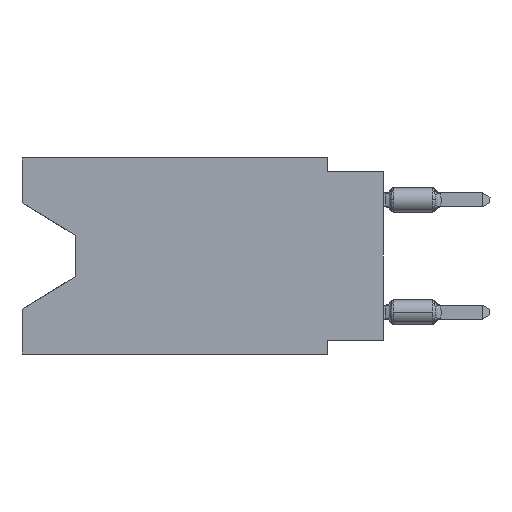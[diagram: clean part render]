
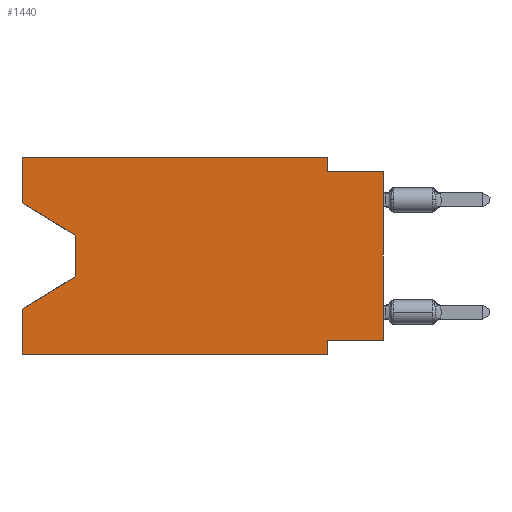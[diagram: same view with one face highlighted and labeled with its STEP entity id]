
A CAD part, left-side view. The second image highlights one B-rep face of the part: STEP entity #1440.
In plain terms, the highlighted planar face has unit normal (-1, 0, 0).
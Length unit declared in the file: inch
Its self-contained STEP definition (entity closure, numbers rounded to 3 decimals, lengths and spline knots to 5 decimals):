
#421 = EDGE_CURVE ( 'NONE', #32537, #27944, #23518, .T. ) ;
#635 = ORIENTED_EDGE ( 'NONE', *, *, #25190, .T. ) ;
#812 = EDGE_CURVE ( 'NONE', #19162, #16251, #5141, .T. ) ;
#1440 = ADVANCED_FACE ( 'NONE', ( #35206 ), #8663, .F. ) ;
#2354 = CARTESIAN_POINT ( 'NONE',  ( 0., 0.1, -0.025 ) ) ;
#3165 = VECTOR ( 'NONE', #35730, 39.37008 ) ;
#4168 = CARTESIAN_POINT ( 'NONE',  ( 0., 0.645, 0. ) ) ;
#4294 = EDGE_CURVE ( 'NONE', #16251, #13088, #17268, .T. ) ;
#4417 = ORIENTED_EDGE ( 'NONE', *, *, #6183, .F. ) ;
#5141 = LINE ( 'NONE', #14605, #36387 ) ;
#5762 = DIRECTION ( 'NONE',  ( 1., 0., 0. ) ) ;
#6183 = EDGE_CURVE ( 'NONE', #11224, #34872, #36502, .T. ) ;
#6361 = CARTESIAN_POINT ( 'NONE',  ( 0., 0., -0.025 ) ) ;
#8022 = ORIENTED_EDGE ( 'NONE', *, *, #20986, .F. ) ;
#8160 = CARTESIAN_POINT ( 'NONE',  ( 0., 0.645, -0.08025 ) ) ;
#8663 = PLANE ( 'NONE',  #17041 ) ;
#9206 = VERTEX_POINT ( 'NONE', #28133 ) ;
#9567 = VECTOR ( 'NONE', #11235, 39.37008 ) ;
#9588 = DIRECTION ( 'NONE',  ( 0., 0., -1. ) ) ;
#9791 = CARTESIAN_POINT ( 'NONE',  ( 0., 0.645, -0.08025 ) ) ;
#10367 = CARTESIAN_POINT ( 'NONE',  ( 0., 0.645, 0. ) ) ;
#10906 = CARTESIAN_POINT ( 'NONE',  ( 0., 0.55, -0.138 ) ) ;
#11224 = VERTEX_POINT ( 'NONE', #8160 ) ;
#11235 = DIRECTION ( 'NONE',  ( 0., -1., 0. ) ) ;
#11890 = DIRECTION ( 'NONE',  ( 0., -1., 0. ) ) ;
#11948 = CARTESIAN_POINT ( 'NONE',  ( 0., 0., -0.325 ) ) ;
#12067 = LINE ( 'NONE', #23879, #3165 ) ;
#12425 = DIRECTION ( 'NONE',  ( 0., 0., 1. ) ) ;
#12495 = LINE ( 'NONE', #21616, #12809 ) ;
#12602 = ORIENTED_EDGE ( 'NONE', *, *, #4294, .F. ) ;
#12809 = VECTOR ( 'NONE', #9588, 39.37008 ) ;
#13088 = VERTEX_POINT ( 'NONE', #6361 ) ;
#13505 = VERTEX_POINT ( 'NONE', #31029 ) ;
#14022 = CARTESIAN_POINT ( 'NONE',  ( 0., 0.1, -0.35 ) ) ;
#14605 = CARTESIAN_POINT ( 'NONE',  ( 0., 0.1, 0. ) ) ;
#15331 = CARTESIAN_POINT ( 'NONE',  ( 0., 0.645, -0.26975 ) ) ;
#16251 = VERTEX_POINT ( 'NONE', #2354 ) ;
#16429 = VECTOR ( 'NONE', #29776, 39.37008 ) ;
#17041 = AXIS2_PLACEMENT_3D ( 'NONE', #10367, #5762, #17548 ) ;
#17268 = LINE ( 'NONE', #19609, #9567 ) ;
#17318 = DIRECTION ( 'NONE',  ( 0., 0., -1. ) ) ;
#17548 = DIRECTION ( 'NONE',  ( 0., 0., -1. ) ) ;
#17742 = EDGE_CURVE ( 'NONE', #24396, #34473, #24346, .T. ) ;
#18702 = DIRECTION ( 'NONE',  ( 0., -0.855, -0.519 ) ) ;
#19162 = VERTEX_POINT ( 'NONE', #37757 ) ;
#19609 = CARTESIAN_POINT ( 'NONE',  ( 0., 0., -0.025 ) ) ;
#20098 = VECTOR ( 'NONE', #12425, 39.37008 ) ;
#20902 = VECTOR ( 'NONE', #33572, 39.37008 ) ;
#20986 = EDGE_CURVE ( 'NONE', #27944, #23680, #12495, .T. ) ;
#21042 = EDGE_CURVE ( 'NONE', #11224, #13505, #24499, .T. ) ;
#21616 = CARTESIAN_POINT ( 'NONE',  ( 0., 0.1, -0.35 ) ) ;
#22655 = EDGE_LOOP ( 'NONE', ( #28786, #33760, #29229, #36967, #635, #8022, #24818, #23456, #12602, #27661, #29639, #4417 ) ) ;
#23456 = ORIENTED_EDGE ( 'NONE', *, *, #33936, .T. ) ;
#23518 = LINE ( 'NONE', #26603, #34532 ) ;
#23680 = VERTEX_POINT ( 'NONE', #14022 ) ;
#23879 = CARTESIAN_POINT ( 'NONE',  ( 0., 0.645, -0.35 ) ) ;
#24346 = LINE ( 'NONE', #26868, #16429 ) ;
#24396 = VERTEX_POINT ( 'NONE', #33490 ) ;
#24499 = LINE ( 'NONE', #9791, #28860 ) ;
#24750 = LINE ( 'NONE', #31319, #35540 ) ;
#24818 = ORIENTED_EDGE ( 'NONE', *, *, #421, .F. ) ;
#25190 = EDGE_CURVE ( 'NONE', #9206, #23680, #12067, .T. ) ;
#26603 = CARTESIAN_POINT ( 'NONE',  ( 0., 0., -0.325 ) ) ;
#26868 = CARTESIAN_POINT ( 'NONE',  ( 0., 0.55, -0.212 ) ) ;
#26984 = DIRECTION ( 'NONE',  ( 0., 1., 0. ) ) ;
#27661 = ORIENTED_EDGE ( 'NONE', *, *, #812, .F. ) ;
#27944 = VERTEX_POINT ( 'NONE', #37038 ) ;
#28133 = CARTESIAN_POINT ( 'NONE',  ( 0., 0.645, -0.35 ) ) ;
#28362 = LINE ( 'NONE', #10906, #35691 ) ;
#28786 = ORIENTED_EDGE ( 'NONE', *, *, #21042, .T. ) ;
#28860 = VECTOR ( 'NONE', #18702, 39.37008 ) ;
#28871 = VECTOR ( 'NONE', #11890, 39.37008 ) ;
#29131 = DIRECTION ( 'NONE',  ( 0., 0., -1. ) ) ;
#29227 = EDGE_CURVE ( 'NONE', #13505, #24396, #28362, .T. ) ;
#29229 = ORIENTED_EDGE ( 'NONE', *, *, #17742, .T. ) ;
#29531 = CARTESIAN_POINT ( 'NONE',  ( 0., 0.645, 0. ) ) ;
#29639 = ORIENTED_EDGE ( 'NONE', *, *, #29925, .F. ) ;
#29776 = DIRECTION ( 'NONE',  ( 0., 0.855, -0.519 ) ) ;
#29925 = EDGE_CURVE ( 'NONE', #34872, #19162, #32254, .T. ) ;
#31029 = CARTESIAN_POINT ( 'NONE',  ( 0., 0.55, -0.138 ) ) ;
#31319 = CARTESIAN_POINT ( 'NONE',  ( 0., 0., 0. ) ) ;
#32254 = LINE ( 'NONE', #29531, #28871 ) ;
#32537 = VERTEX_POINT ( 'NONE', #11948 ) ;
#32947 = CARTESIAN_POINT ( 'NONE',  ( 0., 0.645, 0. ) ) ;
#33154 = LINE ( 'NONE', #32947, #20098 ) ;
#33490 = CARTESIAN_POINT ( 'NONE',  ( 0., 0.55, -0.212 ) ) ;
#33495 = CARTESIAN_POINT ( 'NONE',  ( 0., 0.645, 0. ) ) ;
#33572 = DIRECTION ( 'NONE',  ( 0., 0., 1. ) ) ;
#33760 = ORIENTED_EDGE ( 'NONE', *, *, #29227, .T. ) ;
#33936 = EDGE_CURVE ( 'NONE', #32537, #13088, #24750, .T. ) ;
#34066 = DIRECTION ( 'NONE',  ( 0., 0., 1. ) ) ;
#34473 = VERTEX_POINT ( 'NONE', #15331 ) ;
#34494 = EDGE_CURVE ( 'NONE', #9206, #34473, #33154, .T. ) ;
#34532 = VECTOR ( 'NONE', #26984, 39.37008 ) ;
#34872 = VERTEX_POINT ( 'NONE', #33495 ) ;
#35206 = FACE_OUTER_BOUND ( 'NONE', #22655, .T. ) ;
#35540 = VECTOR ( 'NONE', #34066, 39.37008 ) ;
#35691 = VECTOR ( 'NONE', #17318, 39.37008 ) ;
#35730 = DIRECTION ( 'NONE',  ( 0., -1., 0. ) ) ;
#36387 = VECTOR ( 'NONE', #29131, 39.37008 ) ;
#36502 = LINE ( 'NONE', #4168, #20902 ) ;
#36967 = ORIENTED_EDGE ( 'NONE', *, *, #34494, .F. ) ;
#37038 = CARTESIAN_POINT ( 'NONE',  ( 0., 0.1, -0.325 ) ) ;
#37757 = CARTESIAN_POINT ( 'NONE',  ( 0., 0.1, 0. ) ) ;
